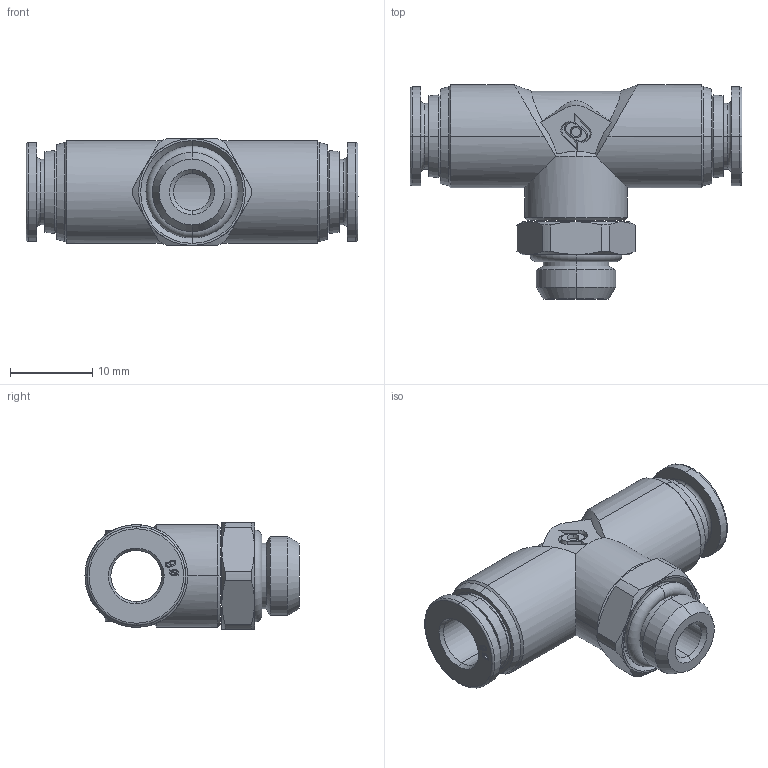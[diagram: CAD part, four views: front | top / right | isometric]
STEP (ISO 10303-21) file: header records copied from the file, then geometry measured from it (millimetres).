
FILE_DESCRIPTION (( 'STEP AP214' ), '1' );
FILE_NAME ('5921600008A.STEP', '2016-05-13T08:01:52', ( '' ), ( '' ), 'SwSTEP 2.0', 'SolidWorks 2016', '' );
FILE_SCHEMA (( 'AUTOMOTIVE_DESIGN' ));
Length unit declared in the file: millimetre
Products named in the file (1): 5921600008A
Bounding box: 40.4 x 26.05 x 13 mm (x, y, z)
Surface area: 3458.1 mm2 (no closed solid volume)
Topology: 0 solids, 9 shells, 248 faces, 653 edges, 430 vertices
Faces by surface type: plane 72, bspline 60, cone 59, cylinder 43, torus 14
Entity records: 13731 total; most frequent: CARTESIAN_POINT 5317, ORIENTED_EDGE 1242, DIRECTION 1007, EDGE_CURVE 653, VERTEX_POINT 430, AXIS2_PLACEMENT_3D 380, EDGE_LOOP 278, UNCERTAINTY_MEASURE_WITH_UNIT 250
